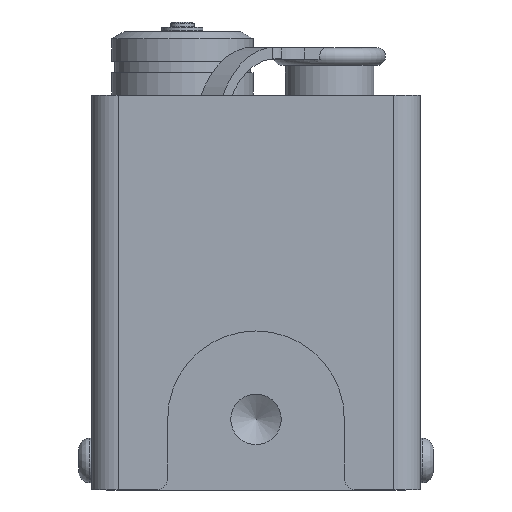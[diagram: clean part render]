
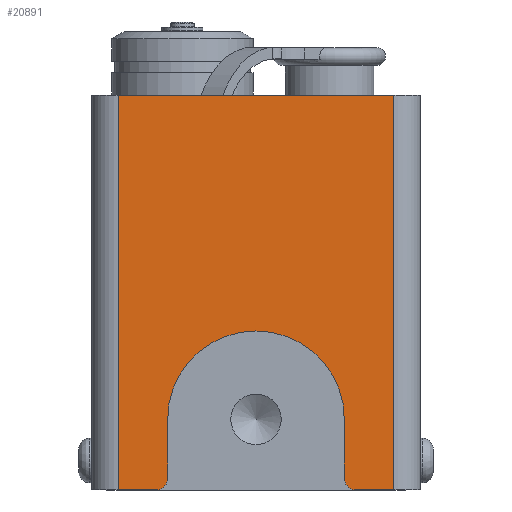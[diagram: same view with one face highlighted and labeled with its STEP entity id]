
A CAD part, left-side view. The second image highlights one B-rep face of the part: STEP entity #20891.
In plain terms, the highlighted planar face has unit normal (-1, 0, 0).
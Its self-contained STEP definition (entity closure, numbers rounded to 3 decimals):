
#1901=PLANE('',#22232);
#2717=FACE_OUTER_BOUND('',#3943,.T.);
#3943=EDGE_LOOP('',(#15422,#15423,#15424,#15425,#15426,#15427,#15428,#15429,
#15430,#15431));
#5383=LINE('',#29004,#7357);
#5392=LINE('',#29029,#7366);
#5396=LINE('',#29039,#7370);
#5397=LINE('',#29042,#7371);
#5399=LINE('',#29048,#7373);
#5400=LINE('',#29050,#7374);
#5401=LINE('',#29051,#7375);
#7357=VECTOR('',#23730,10.);
#7366=VECTOR('',#23751,10.);
#7370=VECTOR('',#23761,10.);
#7371=VECTOR('',#23764,10.);
#7373=VECTOR('',#23772,10.);
#7374=VECTOR('',#23773,10.);
#7375=VECTOR('',#23774,10.);
#9050=CIRCLE('',#22216,2.);
#9055=CIRCLE('',#22224,2.);
#9058=CIRCLE('',#22231,15.);
#9589=VERTEX_POINT('',#28986);
#9590=VERTEX_POINT('',#28988);
#9596=VERTEX_POINT('',#29002);
#9604=VERTEX_POINT('',#29022);
#9605=VERTEX_POINT('',#29023);
#9606=VERTEX_POINT('',#29028);
#9609=VERTEX_POINT('',#29037);
#9610=VERTEX_POINT('',#29041);
#9611=VERTEX_POINT('',#29047);
#9612=VERTEX_POINT('',#29049);
#11814=EDGE_CURVE('',#9589,#9590,#9050,.T.);
#11822=EDGE_CURVE('',#9596,#9589,#5383,.T.);
#11831=EDGE_CURVE('',#9604,#9605,#9055,.T.);
#11834=EDGE_CURVE('',#9605,#9606,#5392,.T.);
#11840=EDGE_CURVE('',#9604,#9609,#5396,.T.);
#11841=EDGE_CURVE('',#9610,#9590,#5397,.T.);
#11843=EDGE_CURVE('',#9609,#9610,#9058,.T.);
#11844=EDGE_CURVE('',#9596,#9611,#5399,.T.);
#11845=EDGE_CURVE('',#9611,#9612,#5400,.T.);
#11846=EDGE_CURVE('',#9606,#9612,#5401,.T.);
#15422=ORIENTED_EDGE('',*,*,#11814,.F.);
#15423=ORIENTED_EDGE('',*,*,#11822,.F.);
#15424=ORIENTED_EDGE('',*,*,#11844,.T.);
#15425=ORIENTED_EDGE('',*,*,#11845,.T.);
#15426=ORIENTED_EDGE('',*,*,#11846,.F.);
#15427=ORIENTED_EDGE('',*,*,#11834,.F.);
#15428=ORIENTED_EDGE('',*,*,#11831,.F.);
#15429=ORIENTED_EDGE('',*,*,#11840,.T.);
#15430=ORIENTED_EDGE('',*,*,#11843,.T.);
#15431=ORIENTED_EDGE('',*,*,#11841,.T.);
#20891=ADVANCED_FACE('',(#2717),#1901,.T.);
#22216=AXIS2_PLACEMENT_3D('',#28989,#23717,#23718);
#22224=AXIS2_PLACEMENT_3D('',#29024,#23745,#23746);
#22231=AXIS2_PLACEMENT_3D('',#29045,#23768,#23769);
#22232=AXIS2_PLACEMENT_3D('',#29046,#23770,#23771);
#23717=DIRECTION('center_axis',(1.,0.,0.));
#23718=DIRECTION('ref_axis',(0.,0.707,-0.707));
#23730=DIRECTION('',(0.,1.,0.));
#23745=DIRECTION('center_axis',(1.,0.,0.));
#23746=DIRECTION('ref_axis',(0.,-0.707,-0.707));
#23751=DIRECTION('',(0.,1.,0.));
#23761=DIRECTION('',(0.,0.,1.));
#23764=DIRECTION('',(0.,0.,-1.));
#23768=DIRECTION('center_axis',(1.,0.,0.));
#23769=DIRECTION('ref_axis',(0.,1.,0.));
#23770=DIRECTION('center_axis',(-1.,0.,0.));
#23771=DIRECTION('ref_axis',(0.,0.,1.));
#23772=DIRECTION('',(0.,0.,1.));
#23773=DIRECTION('',(0.,1.,0.));
#23774=DIRECTION('',(0.,0.,1.));
#28986=CARTESIAN_POINT('',(-57.15,-5.504,0.));
#28988=CARTESIAN_POINT('',(-57.15,-3.504,2.));
#28989=CARTESIAN_POINT('Origin',(-57.15,-5.504,2.));
#29002=CARTESIAN_POINT('',(-57.15,-11.904,0.));
#29004=CARTESIAN_POINT('',(-57.15,-11.904,0.));
#29022=CARTESIAN_POINT('',(-57.15,26.496,2.));
#29023=CARTESIAN_POINT('',(-57.15,28.496,0.));
#29024=CARTESIAN_POINT('Origin',(-57.15,28.496,2.));
#29028=CARTESIAN_POINT('',(-57.15,34.896,0.));
#29029=CARTESIAN_POINT('',(-57.15,-11.904,0.));
#29037=CARTESIAN_POINT('',(-57.15,26.496,12.));
#29039=CARTESIAN_POINT('',(-57.15,26.496,6.));
#29041=CARTESIAN_POINT('',(-57.15,-3.504,12.));
#29042=CARTESIAN_POINT('',(-57.15,-3.504,-9.373));
#29045=CARTESIAN_POINT('Origin',(-57.15,11.496,12.));
#29046=CARTESIAN_POINT('Origin',(-57.15,-11.904,0.));
#29047=CARTESIAN_POINT('',(-57.15,-11.904,67.));
#29048=CARTESIAN_POINT('',(-57.15,-11.904,0.));
#29049=CARTESIAN_POINT('',(-57.15,34.896,67.));
#29050=CARTESIAN_POINT('',(-57.15,-11.904,67.));
#29051=CARTESIAN_POINT('',(-57.15,34.896,0.));
